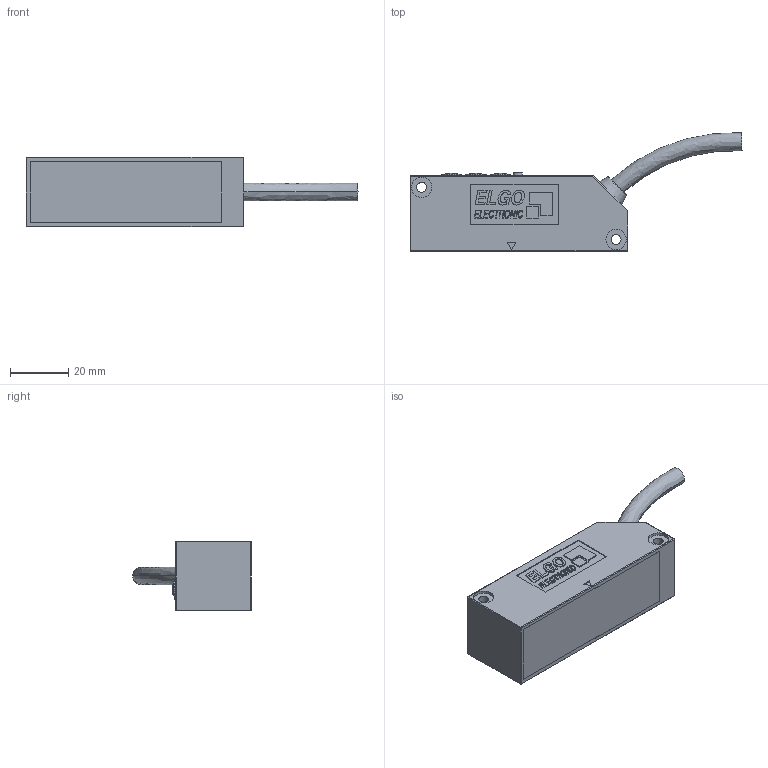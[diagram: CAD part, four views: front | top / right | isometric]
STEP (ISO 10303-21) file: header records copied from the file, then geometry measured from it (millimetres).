
FILE_DESCRIPTION (( 'STEP AP214' ), '1' );
FILE_NAME ('EMAX2.STEP', '2010-11-09T18:46:31', ( ' ' ), ( ' ' ), 'SwSTEP 2.0', 'SolidWorks 2008', '' );
FILE_SCHEMA (( 'AUTOMOTIVE_DESIGN' ));
Length unit declared in the file: millimetre
Products named in the file (1): EMAX2
Bounding box: 114.37 x 40.78 x 24 mm (x, y, z)
Volume: 46080.8 mm3; surface area: 10455.7 mm2
Topology: 5 solids, 5 shells, 493 faces, 1284 edges, 839 vertices
Faces by surface type: plane 281, bspline 160, cylinder 35, sphere 13, torus 2, cone 2
Entity records: 21489 total; most frequent: CARTESIAN_POINT 10292, ORIENTED_EDGE 2540, DIRECTION 1706, EDGE_CURVE 1270, VECTOR 870, LINE 870, VERTEX_POINT 836, EDGE_LOOP 546
